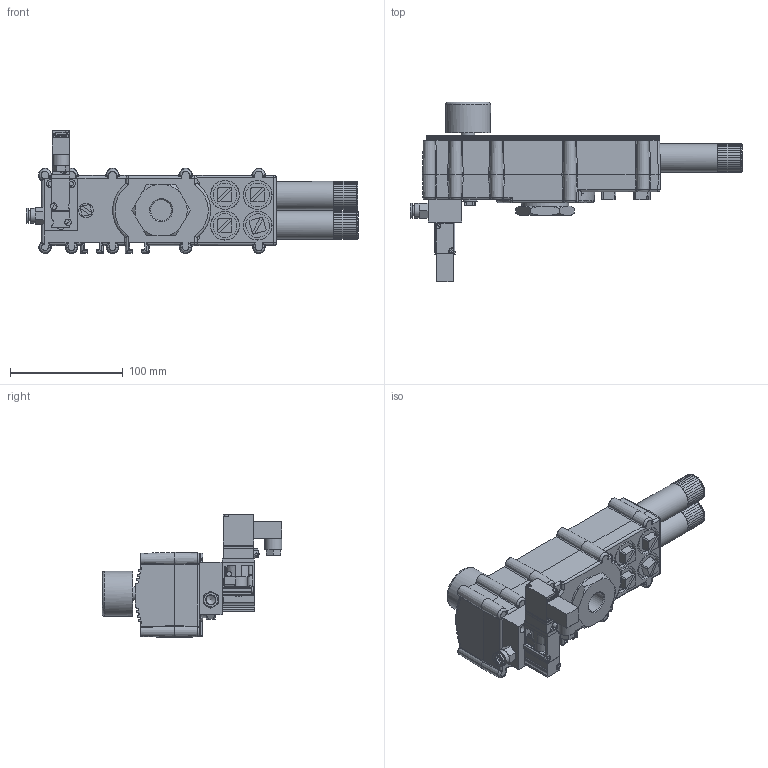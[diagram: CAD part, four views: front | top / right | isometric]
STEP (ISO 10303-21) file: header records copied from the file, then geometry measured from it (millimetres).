
FILE_DESCRIPTION(/* description */ ('','CAx-IF Rec.Pracs.---Representation and Presentation of Product Manufacturing Information (PMI)---4.0---2014-10-13'),/* implementation_level */ '2;1');
FILE_NAME(/* name */ 'cvskn2s24caq.stp',/* time_stamp */ '2020-11-09T08:35:16+01:00',/* author */ ('enginyeria'),/* organization */ (''),/* preprocessor_version */ 'ST-DEVELOPER v17.2',/* originating_system */ 'Autodesk Inventor 2019',/* authorisation */ '');
FILE_SCHEMA (('AP242_MANAGED_MODEL_BASED_3D_ENGINEERING_MIM_LF { 1 0 10303 442 1 1 4 }'));
Products named in the file (1): cvskn2s24caq
Bounding box: 295 x 159.56 x 109.25 mm (x, y, z)
Volume: 894143.3 mm3; surface area: 131766.3 mm2
Topology: 11 solids, 35 shells, 1613 faces, 3915 edges, 2438 vertices
Faces by surface type: plane 1047, cylinder 316, cone 123, bspline 105, torus 16, sphere 6
Full cylindrical faces by diameter (mm): 2.1 x2, 2.2 x2, 2.459 x2, 2.7 x2, 3.2 x2, 3.8 x1, 4 x13, 4.25 x3, 4.4 x1, 5.6 x2, 6.2 x1, 7 x1, 7.5 x1, 7.6 x3, 8 x11, 9 x1, 10 x2, 11.445 x1, 12 x1, 12.2 x1, 13 x2, 13.5 x1, 14.66 x4, 15 x1, 18.631 x1, 21 x4, 25 x4, 30.291 x1, 31.867 x1, 40 x1
Entity records: 64694 total; most frequent: CARTESIAN_POINT 27304, ORIENTED_EDGE 7746, DIRECTION 7690, EDGE_CURVE 3873, AXIS2_PLACEMENT_3D 2643, VERTEX_POINT 2438, LINE 2404, VECTOR 2404
